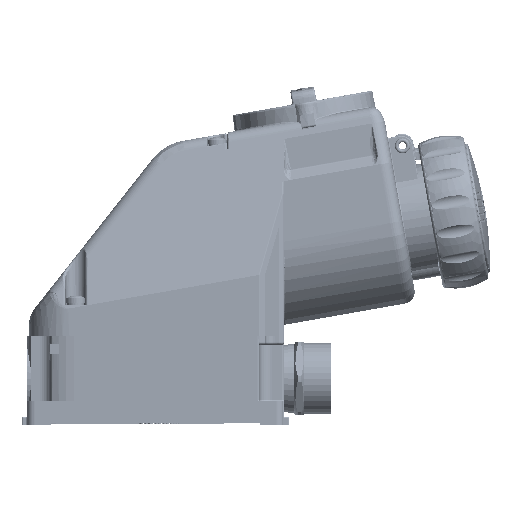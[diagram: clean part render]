
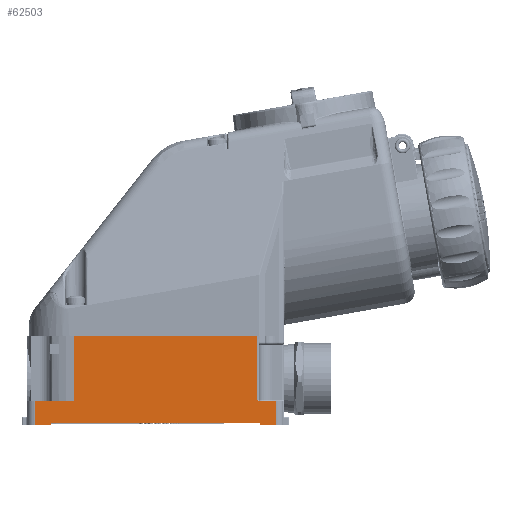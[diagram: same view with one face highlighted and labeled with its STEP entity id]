
A CAD part, front view. The second image highlights one B-rep face of the part: STEP entity #62503.
In plain terms, the highlighted planar face has unit normal (0, -1, 0).
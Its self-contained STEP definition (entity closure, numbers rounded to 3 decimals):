
#3721 = VERTEX_POINT ( 'NONE', #167183 ) ;
#5747 = VECTOR ( 'NONE', #137433, 1000. ) ;
#7183 = VERTEX_POINT ( 'NONE', #77453 ) ;
#7414 = EDGE_CURVE ( 'NONE', #115761, #155908, #176719, .T. ) ;
#8447 = EDGE_CURVE ( 'NONE', #127314, #29432, #37839, .T. ) ;
#8801 = VECTOR ( 'NONE', #78790, 1000. ) ;
#9828 = VERTEX_POINT ( 'NONE', #48779 ) ;
#11151 = VECTOR ( 'NONE', #137944, 1000. ) ;
#12803 = CARTESIAN_POINT ( 'NONE',  ( 69.868, -52.5, 11. ) ) ;
#12899 = VECTOR ( 'NONE', #160840, 1000. ) ;
#13406 = VECTOR ( 'NONE', #80396, 1000. ) ;
#16088 = EDGE_CURVE ( 'NONE', #3721, #88532, #50333, .T. ) ;
#17202 = EDGE_CURVE ( 'NONE', #9828, #119262, #52563, .T. ) ;
#17526 = CARTESIAN_POINT ( 'NONE',  ( -45., -52.5, 43. ) ) ;
#17808 = CARTESIAN_POINT ( 'NONE',  ( 70., -52.5, -1. ) ) ;
#17928 = LINE ( 'NONE', #53077, #170320 ) ;
#27620 = CARTESIAN_POINT ( 'NONE',  ( 69.657, -52.5, 11. ) ) ;
#29432 = VERTEX_POINT ( 'NONE', #156421 ) ;
#29867 = VERTEX_POINT ( 'NONE', #177873 ) ;
#34972 = ORIENTED_EDGE ( 'NONE', *, *, #7414, .T. ) ;
#37839 = LINE ( 'NONE', #17808, #111623 ) ;
#42455 = CARTESIAN_POINT ( 'NONE',  ( 69.456, -52.5, 11.071 ) ) ;
#43185 = EDGE_CURVE ( 'NONE', #88532, #29432, #103367, .T. ) ;
#44754 = ORIENTED_EDGE ( 'NONE', *, *, #8447, .F. ) ;
#45116 = ORIENTED_EDGE ( 'NONE', *, *, #179105, .T. ) ;
#45527 = CARTESIAN_POINT ( 'NONE',  ( -41., -52.5, -1. ) ) ;
#48779 = CARTESIAN_POINT ( 'NONE',  ( -41., -52.5, 11. ) ) ;
#48833 = VERTEX_POINT ( 'NONE', #107229 ) ;
#50333 = LINE ( 'NONE', #140298, #124178 ) ;
#52563 = LINE ( 'NONE', #168797, #13406 ) ;
#53077 = CARTESIAN_POINT ( 'NONE',  ( 92.702, -52.5, 11. ) ) ;
#57285 = CARTESIAN_POINT ( 'NONE',  ( 68.92, -52.5, 11.38 ) ) ;
#57412 = EDGE_CURVE ( 'NONE', #124330, #155908, #131119, .T. ) ;
#61839 = ORIENTED_EDGE ( 'NONE', *, *, #43185, .T. ) ;
#61919 = VERTEX_POINT ( 'NONE', #45527 ) ;
#62052 = DIRECTION ( 'NONE',  ( 0., 0., 1. ) ) ;
#62153 = ORIENTED_EDGE ( 'NONE', *, *, #189003, .T. ) ;
#62503 = ADVANCED_FACE ( 'NONE', ( #95998 ), #135576, .F. ) ;
#63946 = CARTESIAN_POINT ( 'NONE',  ( -45., -52.5, 43. ) ) ;
#64252 = ORIENTED_EDGE ( 'NONE', *, *, #16088, .T. ) ;
#64421 = CARTESIAN_POINT ( 'NONE',  ( 78., -52.5, 43. ) ) ;
#66055 = LINE ( 'NONE', #104359, #100660 ) ;
#71855 = DIRECTION ( 'NONE',  ( 1., 0., 0. ) ) ;
#72413 = CARTESIAN_POINT ( 'NONE',  ( -22., -52.5, 11. ) ) ;
#77453 = CARTESIAN_POINT ( 'NONE',  ( 78., -52.5, -1. ) ) ;
#78619 = CARTESIAN_POINT ( 'NONE',  ( 68.75, -52.5, 43. ) ) ;
#78790 = DIRECTION ( 'NONE',  ( 1., 0., 0. ) ) ;
#80396 = DIRECTION ( 'NONE',  ( 1., 0., 0. ) ) ;
#80636 = CARTESIAN_POINT ( 'NONE',  ( 68.75, -52.5, 11.5 ) ) ;
#84279 = LINE ( 'NONE', #182014, #5747 ) ;
#85652 = ORIENTED_EDGE ( 'NONE', *, *, #87646, .T. ) ;
#87646 = EDGE_CURVE ( 'NONE', #48833, #115761, #145605, .T. ) ;
#87988 = CARTESIAN_POINT ( 'NONE',  ( 68.75, -52.5, 43. ) ) ;
#88532 = VERTEX_POINT ( 'NONE', #109756 ) ;
#89555 = LINE ( 'NONE', #64421, #11151 ) ;
#95998 = FACE_OUTER_BOUND ( 'NONE', #185966, .T. ) ;
#98115 = VECTOR ( 'NONE', #102755, 1000. ) ;
#100660 = VECTOR ( 'NONE', #134097, 1000. ) ;
#102755 = DIRECTION ( 'NONE',  ( 0., 0., 1. ) ) ;
#103367 = LINE ( 'NONE', #189968, #138010 ) ;
#104359 = CARTESIAN_POINT ( 'NONE',  ( -41., -52.5, -1. ) ) ;
#105461 = DIRECTION ( 'NONE',  ( 0., 0., 1. ) ) ;
#106194 = EDGE_CURVE ( 'NONE', #119262, #124330, #174544, .T. ) ;
#107229 = CARTESIAN_POINT ( 'NONE',  ( 69.868, -52.5, 11. ) ) ;
#109756 = CARTESIAN_POINT ( 'NONE',  ( -33., -52.5, 0. ) ) ;
#110080 = CARTESIAN_POINT ( 'NONE',  ( -41., -52.5, 43. ) ) ;
#111623 = VECTOR ( 'NONE', #105461, 1000. ) ;
#113412 = LINE ( 'NONE', #110080, #118029 ) ;
#114143 = EDGE_CURVE ( 'NONE', #48833, #29867, #17928, .T. ) ;
#114195 = CARTESIAN_POINT ( 'NONE',  ( -22., -52.5, 11. ) ) ;
#115761 = VERTEX_POINT ( 'NONE', #80636 ) ;
#116011 = ORIENTED_EDGE ( 'NONE', *, *, #106194, .F. ) ;
#116045 = EDGE_CURVE ( 'NONE', #3721, #61919, #66055, .T. ) ;
#117156 = EDGE_CURVE ( 'NONE', #7183, #127314, #84279, .T. ) ;
#117392 = CARTESIAN_POINT ( 'NONE',  ( 70., -52.5, -1. ) ) ;
#118029 = VECTOR ( 'NONE', #183672, 1000. ) ;
#118252 = ORIENTED_EDGE ( 'NONE', *, *, #116045, .F. ) ;
#119262 = VERTEX_POINT ( 'NONE', #114195 ) ;
#124005 = AXIS2_PLACEMENT_3D ( 'NONE', #17526, #150462, #62052 ) ;
#124178 = VECTOR ( 'NONE', #140939, 1000. ) ;
#124330 = VERTEX_POINT ( 'NONE', #154149 ) ;
#126700 = ORIENTED_EDGE ( 'NONE', *, *, #117156, .F. ) ;
#127314 = VERTEX_POINT ( 'NONE', #117392 ) ;
#131119 = LINE ( 'NONE', #63946, #8801 ) ;
#132266 = ORIENTED_EDGE ( 'NONE', *, *, #17202, .F. ) ;
#134097 = DIRECTION ( 'NONE',  ( -1., 0., 0. ) ) ;
#135576 = PLANE ( 'NONE',  #124005 ) ;
#137433 = DIRECTION ( 'NONE',  ( -1., 0., 0. ) ) ;
#137944 = DIRECTION ( 'NONE',  ( 0., 0., 1. ) ) ;
#138010 = VECTOR ( 'NONE', #71855, 1000. ) ;
#140298 = CARTESIAN_POINT ( 'NONE',  ( -33., -52.5, -1. ) ) ;
#140939 = DIRECTION ( 'NONE',  ( 0., 0., 1. ) ) ;
#145605 = B_SPLINE_CURVE_WITH_KNOTS ( 'NONE', 3,
 ( #12803, #27620, #42455, #145694, #57285, #160516 ),
 .UNSPECIFIED., .F., .F.,
 ( 4, 2, 4 ),
 ( 0., 0.001, 0.001 ),
 .UNSPECIFIED. ) ;
#145694 = CARTESIAN_POINT ( 'NONE',  ( 69.089, -52.5, 11.26 ) ) ;
#150462 = DIRECTION ( 'NONE',  ( 0., 1., 0. ) ) ;
#154149 = CARTESIAN_POINT ( 'NONE',  ( -22., -52.5, 43. ) ) ;
#155717 = DIRECTION ( 'NONE',  ( 1., 0., 0. ) ) ;
#155908 = VERTEX_POINT ( 'NONE', #78619 ) ;
#156421 = CARTESIAN_POINT ( 'NONE',  ( 70., -52.5, 0. ) ) ;
#160516 = CARTESIAN_POINT ( 'NONE',  ( 68.75, -52.5, 11.5 ) ) ;
#160840 = DIRECTION ( 'NONE',  ( 0., 0., 1. ) ) ;
#162203 = ORIENTED_EDGE ( 'NONE', *, *, #114143, .F. ) ;
#167183 = CARTESIAN_POINT ( 'NONE',  ( -33., -52.5, -1. ) ) ;
#168797 = CARTESIAN_POINT ( 'NONE',  ( -22., -52.5, 11. ) ) ;
#170320 = VECTOR ( 'NONE', #155717, 1000. ) ;
#174544 = LINE ( 'NONE', #72413, #12899 ) ;
#176719 = LINE ( 'NONE', #87988, #98115 ) ;
#177873 = CARTESIAN_POINT ( 'NONE',  ( 78., -52.5, 11. ) ) ;
#179105 = EDGE_CURVE ( 'NONE', #7183, #29867, #89555, .T. ) ;
#179342 = ORIENTED_EDGE ( 'NONE', *, *, #57412, .F. ) ;
#182014 = CARTESIAN_POINT ( 'NONE',  ( 78., -52.5, -1. ) ) ;
#183672 = DIRECTION ( 'NONE',  ( 0., 0., -1. ) ) ;
#185966 = EDGE_LOOP ( 'NONE', ( #162203, #85652, #34972, #179342, #116011, #132266, #62153, #118252, #64252, #61839, #44754, #126700, #45116 ) ) ;
#189003 = EDGE_CURVE ( 'NONE', #9828, #61919, #113412, .T. ) ;
#189968 = CARTESIAN_POINT ( 'NONE',  ( -45., -52.5, 0. ) ) ;
